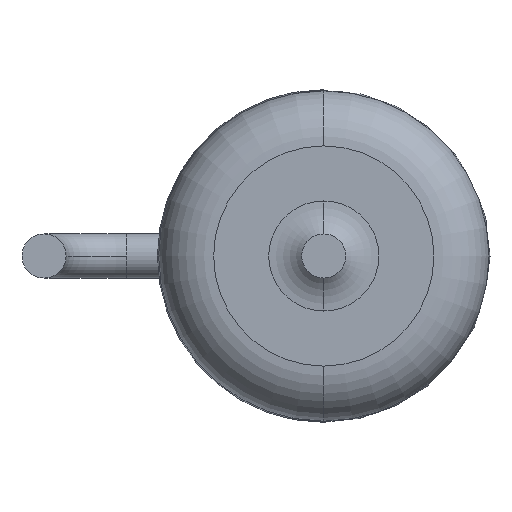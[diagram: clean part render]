
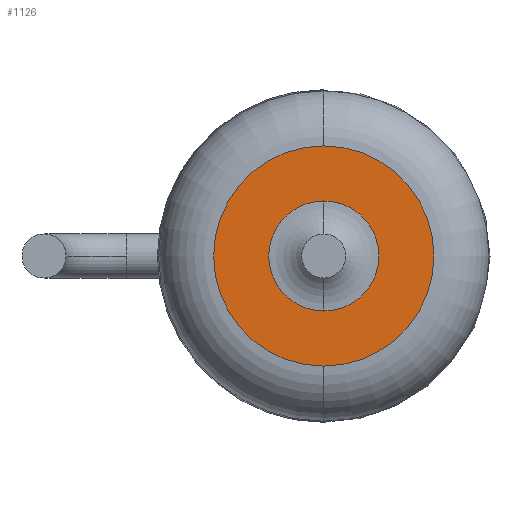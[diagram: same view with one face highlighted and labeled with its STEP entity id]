
A CAD part, front view. The second image highlights one B-rep face of the part: STEP entity #1126.
In plain terms, the highlighted planar face has unit normal (0, -1, 0).
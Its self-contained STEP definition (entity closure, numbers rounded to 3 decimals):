
#1 = DIRECTION ( 'NONE',  ( 0., 0., 1. ) ) ;
#42 = AXIS2_PLACEMENT_3D ( 'NONE', #897, #1074, #2544 ) ;
#62 = FACE_OUTER_BOUND ( 'NONE', #331, .T. ) ;
#131 = CIRCLE ( 'NONE', #1652, 1. ) ;
#132 = CARTESIAN_POINT ( 'NONE',  ( 0., -8.5, 0. ) ) ;
#175 = VERTEX_POINT ( 'NONE', #1619 ) ;
#229 = EDGE_CURVE ( 'NONE', #661, #2660, #259, .T. ) ;
#259 = CIRCLE ( 'NONE', #2541, 2. ) ;
#331 = EDGE_LOOP ( 'NONE', ( #2010, #976 ) ) ;
#430 = CARTESIAN_POINT ( 'NONE',  ( 0., -8.5, 0. ) ) ;
#456 = EDGE_LOOP ( 'NONE', ( #2385, #2621 ) ) ;
#543 = CARTESIAN_POINT ( 'NONE',  ( 0., -8.5, 2. ) ) ;
#652 = CARTESIAN_POINT ( 'NONE',  ( 0., -8.5, 0. ) ) ;
#661 = VERTEX_POINT ( 'NONE', #1838 ) ;
#834 = DIRECTION ( 'NONE',  ( 0., 0., 1. ) ) ;
#897 = CARTESIAN_POINT ( 'NONE',  ( 0., -8.5, 0. ) ) ;
#925 = VERTEX_POINT ( 'NONE', #2570 ) ;
#938 = DIRECTION ( 'NONE',  ( 0., -1., 0. ) ) ;
#946 = AXIS2_PLACEMENT_3D ( 'NONE', #132, #938, #1787 ) ;
#976 = ORIENTED_EDGE ( 'NONE', *, *, #229, .T. ) ;
#1074 = DIRECTION ( 'NONE',  ( 0., 1., 0. ) ) ;
#1105 = CIRCLE ( 'NONE', #1557, 1. ) ;
#1126 = ADVANCED_FACE ( 'NONE', ( #1756, #62 ), #2518, .F. ) ;
#1235 = DIRECTION ( 'NONE',  ( 0., -1., 0. ) ) ;
#1557 = AXIS2_PLACEMENT_3D ( 'NONE', #2260, #2501, #2041 ) ;
#1619 = CARTESIAN_POINT ( 'NONE',  ( 0., -8.5, -1. ) ) ;
#1652 = AXIS2_PLACEMENT_3D ( 'NONE', #652, #1862, #1 ) ;
#1722 = EDGE_CURVE ( 'NONE', #2660, #661, #2031, .T. ) ;
#1756 = FACE_BOUND ( 'NONE', #456, .T. ) ;
#1787 = DIRECTION ( 'NONE',  ( 0., 0., 1. ) ) ;
#1838 = CARTESIAN_POINT ( 'NONE',  ( 0., -8.5, -2. ) ) ;
#1862 = DIRECTION ( 'NONE',  ( 0., -1., 0. ) ) ;
#2010 = ORIENTED_EDGE ( 'NONE', *, *, #1722, .T. ) ;
#2031 = CIRCLE ( 'NONE', #946, 2. ) ;
#2041 = DIRECTION ( 'NONE',  ( 0., 0., 1. ) ) ;
#2260 = CARTESIAN_POINT ( 'NONE',  ( 0., -8.5, 0. ) ) ;
#2295 = EDGE_CURVE ( 'NONE', #175, #925, #1105, .T. ) ;
#2338 = EDGE_CURVE ( 'NONE', #925, #175, #131, .T. ) ;
#2385 = ORIENTED_EDGE ( 'NONE', *, *, #2338, .F. ) ;
#2501 = DIRECTION ( 'NONE',  ( 0., -1., 0. ) ) ;
#2518 = PLANE ( 'NONE',  #42 ) ;
#2541 = AXIS2_PLACEMENT_3D ( 'NONE', #430, #1235, #834 ) ;
#2544 = DIRECTION ( 'NONE',  ( 0., 0., 1. ) ) ;
#2570 = CARTESIAN_POINT ( 'NONE',  ( 0., -8.5, 1. ) ) ;
#2621 = ORIENTED_EDGE ( 'NONE', *, *, #2295, .F. ) ;
#2660 = VERTEX_POINT ( 'NONE', #543 ) ;
